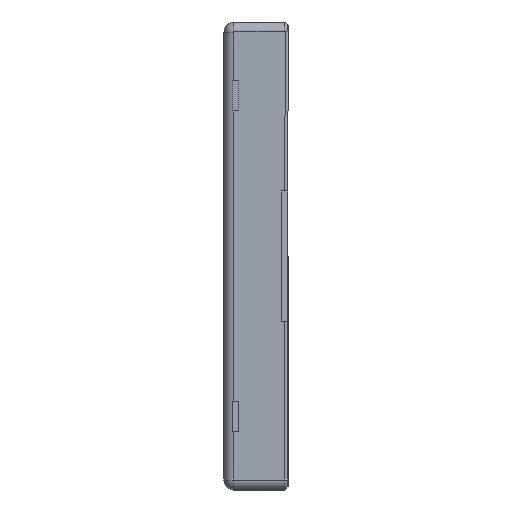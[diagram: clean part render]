
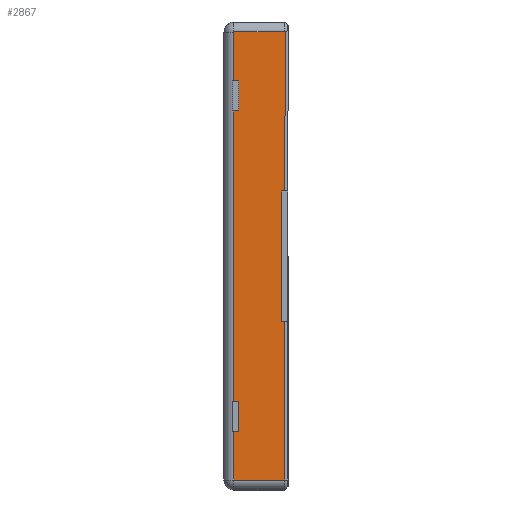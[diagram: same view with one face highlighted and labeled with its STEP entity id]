
A CAD part, left-side view. The second image highlights one B-rep face of the part: STEP entity #2867.
In plain terms, the highlighted planar face has unit normal (-1, 0, 0).
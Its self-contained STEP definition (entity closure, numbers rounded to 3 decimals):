
#843=DIRECTION('',(0.,0.,-1.));
#844=VECTOR('',#843,15.9);
#845=CARTESIAN_POINT('',(-57.11,-1.6,30.766));
#846=LINE('',#845,#844);
#847=DIRECTION('',(0.,1.,0.));
#848=VECTOR('',#847,0.3);
#849=CARTESIAN_POINT('',(-57.11,-1.6,14.866));
#850=LINE('',#849,#848);
#851=DIRECTION('',(0.,0.,1.));
#852=VECTOR('',#851,13.);
#853=CARTESIAN_POINT('',(-57.11,-1.3,1.866));
#854=LINE('',#853,#852);
#855=DIRECTION('',(0.,1.,0.));
#856=VECTOR('',#855,0.3);
#857=CARTESIAN_POINT('',(-57.11,-1.6,1.866));
#858=LINE('',#857,#856);
#859=DIRECTION('',(0.,0.,-1.));
#860=VECTOR('',#859,15.9);
#861=CARTESIAN_POINT('',(-57.11,-1.6,1.866));
#862=LINE('',#861,#860);
#863=DIRECTION('',(0.,-1.,0.));
#864=VECTOR('',#863,5.1);
#865=CARTESIAN_POINT('',(-57.11,3.5,-14.034));
#866=LINE('',#865,#864);
#867=DIRECTION('',(0.,0.,1.));
#868=VECTOR('',#867,4.9);
#869=CARTESIAN_POINT('',(-57.11,3.5,-14.034));
#870=LINE('',#869,#868);
#871=DIRECTION('',(0.,-1.,0.));
#872=VECTOR('',#871,0.5);
#873=CARTESIAN_POINT('',(-57.11,3.5,-9.134));
#874=LINE('',#873,#872);
#875=DIRECTION('',(0.,0.,1.));
#876=VECTOR('',#875,3.);
#877=CARTESIAN_POINT('',(-57.11,3.,-9.134));
#878=LINE('',#877,#876);
#879=DIRECTION('',(0.,1.,0.));
#880=VECTOR('',#879,0.5);
#881=CARTESIAN_POINT('',(-57.11,3.,-6.134));
#882=LINE('',#881,#880);
#883=DIRECTION('',(0.,0.,1.));
#884=VECTOR('',#883,29.);
#885=CARTESIAN_POINT('',(-57.11,3.5,-6.134));
#886=LINE('',#885,#884);
#887=DIRECTION('',(0.,-1.,0.));
#888=VECTOR('',#887,0.5);
#889=CARTESIAN_POINT('',(-57.11,3.5,22.866));
#890=LINE('',#889,#888);
#891=DIRECTION('',(0.,0.,1.));
#892=VECTOR('',#891,3.);
#893=CARTESIAN_POINT('',(-57.11,3.,22.866));
#894=LINE('',#893,#892);
#895=DIRECTION('',(0.,1.,0.));
#896=VECTOR('',#895,0.5);
#897=CARTESIAN_POINT('',(-57.11,3.,25.866));
#898=LINE('',#897,#896);
#899=DIRECTION('',(0.,0.,1.));
#900=VECTOR('',#899,4.9);
#901=CARTESIAN_POINT('',(-57.11,3.5,25.866));
#902=LINE('',#901,#900);
#903=DIRECTION('',(0.,-1.,0.));
#904=VECTOR('',#903,5.1);
#905=CARTESIAN_POINT('',(-57.11,3.5,30.766));
#906=LINE('',#905,#904);
#1285=CARTESIAN_POINT('',(-57.11,-1.3,1.866));
#1286=CARTESIAN_POINT('',(-57.11,-1.3,14.866));
#1287=VERTEX_POINT('',#1285);
#1288=VERTEX_POINT('',#1286);
#1305=CARTESIAN_POINT('',(-57.11,3.,-9.134));
#1306=CARTESIAN_POINT('',(-57.11,3.,-6.134));
#1307=VERTEX_POINT('',#1305);
#1308=VERTEX_POINT('',#1306);
#1309=CARTESIAN_POINT('',(-57.11,3.,22.866));
#1310=CARTESIAN_POINT('',(-57.11,3.,25.866));
#1311=VERTEX_POINT('',#1309);
#1312=VERTEX_POINT('',#1310);
#1345=CARTESIAN_POINT('',(-57.11,3.5,22.866));
#1347=VERTEX_POINT('',#1345);
#1349=CARTESIAN_POINT('',(-57.11,3.5,-6.134));
#1350=VERTEX_POINT('',#1349);
#1353=CARTESIAN_POINT('',(-57.11,3.5,25.866));
#1354=CARTESIAN_POINT('',(-57.11,3.5,30.766));
#1355=VERTEX_POINT('',#1353);
#1356=VERTEX_POINT('',#1354);
#1379=CARTESIAN_POINT('',(-57.11,3.5,-14.034));
#1380=VERTEX_POINT('',#1379);
#1381=CARTESIAN_POINT('',(-57.11,3.5,-9.134));
#1383=VERTEX_POINT('',#1381);
#1525=CARTESIAN_POINT('',(-57.11,-1.6,
30.766));
#1526=CARTESIAN_POINT('',(-57.11,-1.6,14.866));
#1527=VERTEX_POINT('',#1525);
#1528=VERTEX_POINT('',#1526);
#1559=CARTESIAN_POINT('',(-57.11,-1.6,-14.034));
#1560=VERTEX_POINT('',#1559);
#1563=CARTESIAN_POINT('',(-57.11,-1.6,1.866));
#1564=VERTEX_POINT('',#1563);
#2829=CARTESIAN_POINT('',(-57.11,4.5,-15.034));
#2830=DIRECTION('',(-1.,0.,0.));
#2831=DIRECTION('',(0.,0.,1.));
#2832=AXIS2_PLACEMENT_3D('',#2829,#2830,#2831);
#2833=PLANE('',#2832);
#2834=ORIENTED_EDGE('',*,*,#2819,.T.);
#2836=ORIENTED_EDGE('',*,*,#2835,.T.);
#2838=ORIENTED_EDGE('',*,*,#2837,.F.);
#2840=ORIENTED_EDGE('',*,*,#2839,.F.);
#2842=ORIENTED_EDGE('',*,*,#2841,.T.);
#2844=ORIENTED_EDGE('',*,*,#2843,.F.);
#2846=ORIENTED_EDGE('',*,*,#2845,.T.);
#2848=ORIENTED_EDGE('',*,*,#2847,.T.);
#2850=ORIENTED_EDGE('',*,*,#2849,.T.);
#2852=ORIENTED_EDGE('',*,*,#2851,.T.);
#2854=ORIENTED_EDGE('',*,*,#2853,.T.);
#2856=ORIENTED_EDGE('',*,*,#2855,.T.);
#2858=ORIENTED_EDGE('',*,*,#2857,.T.);
#2860=ORIENTED_EDGE('',*,*,#2859,.T.);
#2862=ORIENTED_EDGE('',*,*,#2861,.T.);
#2864=ORIENTED_EDGE('',*,*,#2863,.T.);
#2865=EDGE_LOOP('',(#2834,#2836,#2838,#2840,#2842,#2844,#2846,#2848,#2850,#2852,
#2854,#2856,#2858,#2860,#2862,#2864));
#2866=FACE_OUTER_BOUND('',#2865,.F.);
#2867=ADVANCED_FACE('',(#2866),#2833,.T.);
#2819=EDGE_CURVE('',#1527,#1528,#846,.T.);
#2835=EDGE_CURVE('',#1528,#1288,#850,.T.);
#2837=EDGE_CURVE('',#1287,#1288,#854,.T.);
#2839=EDGE_CURVE('',#1564,#1287,#858,.T.);
#2841=EDGE_CURVE('',#1564,#1560,#862,.T.);
#2843=EDGE_CURVE('',#1380,#1560,#866,.T.);
#2845=EDGE_CURVE('',#1380,#1383,#870,.T.);
#2847=EDGE_CURVE('',#1383,#1307,#874,.T.);
#2849=EDGE_CURVE('',#1307,#1308,#878,.T.);
#2851=EDGE_CURVE('',#1308,#1350,#882,.T.);
#2853=EDGE_CURVE('',#1350,#1347,#886,.T.);
#2855=EDGE_CURVE('',#1347,#1311,#890,.T.);
#2857=EDGE_CURVE('',#1311,#1312,#894,.T.);
#2859=EDGE_CURVE('',#1312,#1355,#898,.T.);
#2861=EDGE_CURVE('',#1355,#1356,#902,.T.);
#2863=EDGE_CURVE('',#1356,#1527,#906,.T.);
